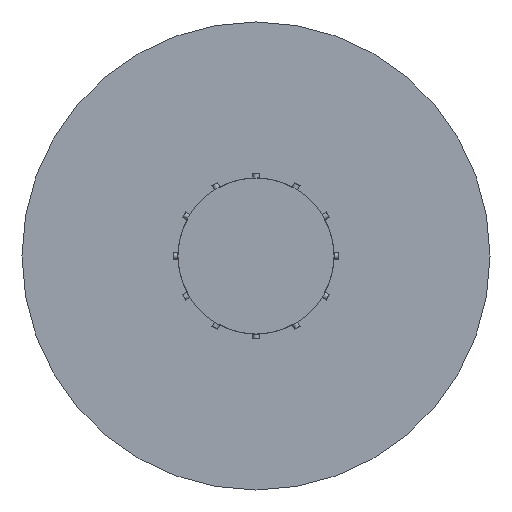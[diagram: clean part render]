
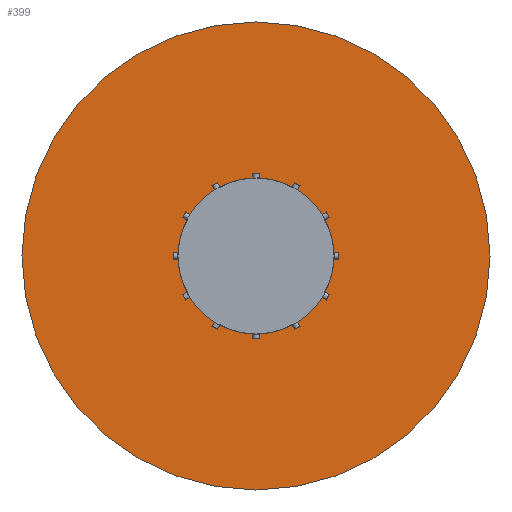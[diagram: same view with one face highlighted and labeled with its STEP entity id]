
A CAD part, left-side view. The second image highlights one B-rep face of the part: STEP entity #399.
In plain terms, the highlighted planar face has unit normal (-1, 0, 0).
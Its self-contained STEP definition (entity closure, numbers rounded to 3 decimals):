
#5 = CIRCLE ( 'NONE', #1430, 150. ) ;
#50 = EDGE_CURVE ( 'NONE', #1536, #1416, #1880, .T. ) ;
#78 = DIRECTION ( 'NONE',  ( 0., 0., -1. ) ) ;
#158 = CARTESIAN_POINT ( 'NONE',  ( 67., 0., 0. ) ) ;
#313 = AXIS2_PLACEMENT_3D ( 'NONE', #2355, #1391, #2119 ) ;
#399 = ADVANCED_FACE ( 'NONE', ( #2197, #1231 ), #453, .F. ) ;
#438 = CARTESIAN_POINT ( 'NONE',  ( 67., 0., 50. ) ) ;
#453 = PLANE ( 'NONE',  #1463 ) ;
#497 = DIRECTION ( 'NONE',  ( -1., 0., 0. ) ) ;
#645 = AXIS2_PLACEMENT_3D ( 'NONE', #2397, #497, #654 ) ;
#654 = DIRECTION ( 'NONE',  ( 0., 0., 1. ) ) ;
#739 = DIRECTION ( 'NONE',  ( -1., 0., 0. ) ) ;
#838 = ORIENTED_EDGE ( 'NONE', *, *, #1943, .F. ) ;
#928 = EDGE_CURVE ( 'NONE', #1698, #1989, #2216, .T. ) ;
#993 = CARTESIAN_POINT ( 'NONE',  ( 67., 0., -150. ) ) ;
#1047 = CARTESIAN_POINT ( 'NONE',  ( 67., 0., 150. ) ) ;
#1118 = DIRECTION ( 'NONE',  ( 0., 0., 1. ) ) ;
#1209 = EDGE_CURVE ( 'NONE', #1416, #1536, #5, .T. ) ;
#1231 = FACE_OUTER_BOUND ( 'NONE', #1745, .T. ) ;
#1322 = CIRCLE ( 'NONE', #645, 50. ) ;
#1391 = DIRECTION ( 'NONE',  ( -1., 0., 0. ) ) ;
#1416 = VERTEX_POINT ( 'NONE', #993 ) ;
#1430 = AXIS2_PLACEMENT_3D ( 'NONE', #158, #739, #1118 ) ;
#1463 = AXIS2_PLACEMENT_3D ( 'NONE', #1806, #2010, #78 ) ;
#1536 = VERTEX_POINT ( 'NONE', #1047 ) ;
#1698 = VERTEX_POINT ( 'NONE', #2015 ) ;
#1745 = EDGE_LOOP ( 'NONE', ( #2187, #2091 ) ) ;
#1762 = DIRECTION ( 'NONE',  ( -1., 0., 0. ) ) ;
#1792 = DIRECTION ( 'NONE',  ( 0., 0., 1. ) ) ;
#1806 = CARTESIAN_POINT ( 'NONE',  ( 67., 50., 0. ) ) ;
#1880 = CIRCLE ( 'NONE', #1924, 150. ) ;
#1924 = AXIS2_PLACEMENT_3D ( 'NONE', #2183, #1762, #1792 ) ;
#1943 = EDGE_CURVE ( 'NONE', #1989, #1698, #1322, .T. ) ;
#1989 = VERTEX_POINT ( 'NONE', #438 ) ;
#2010 = DIRECTION ( 'NONE',  ( 1., 0., 0. ) ) ;
#2015 = CARTESIAN_POINT ( 'NONE',  ( 67., 0., -50. ) ) ;
#2066 = ORIENTED_EDGE ( 'NONE', *, *, #928, .F. ) ;
#2091 = ORIENTED_EDGE ( 'NONE', *, *, #1209, .T. ) ;
#2119 = DIRECTION ( 'NONE',  ( 0., 0., 1. ) ) ;
#2183 = CARTESIAN_POINT ( 'NONE',  ( 67., 0., 0. ) ) ;
#2187 = ORIENTED_EDGE ( 'NONE', *, *, #50, .T. ) ;
#2197 = FACE_BOUND ( 'NONE', #2506, .T. ) ;
#2216 = CIRCLE ( 'NONE', #313, 50. ) ;
#2355 = CARTESIAN_POINT ( 'NONE',  ( 67., 0., 0. ) ) ;
#2397 = CARTESIAN_POINT ( 'NONE',  ( 67., 0., 0. ) ) ;
#2506 = EDGE_LOOP ( 'NONE', ( #838, #2066 ) ) ;
